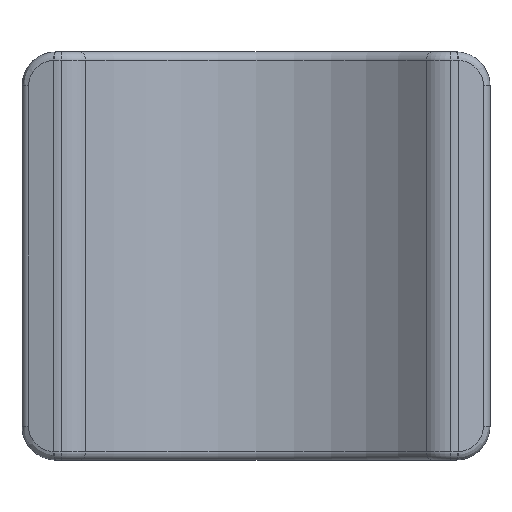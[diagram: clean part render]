
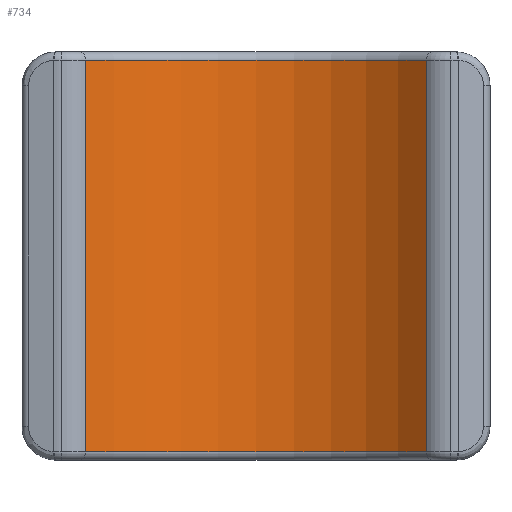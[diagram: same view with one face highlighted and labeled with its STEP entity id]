
A CAD part, left-side view. The second image highlights one B-rep face of the part: STEP entity #734.
In plain terms, the highlighted cylindrical face has radius 3.13 mm (diameter 6.261 mm), a partial arc.
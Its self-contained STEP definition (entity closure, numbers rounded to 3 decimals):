
#112 = AXIS2_PLACEMENT_3D ( 'NONE', #799, #1253, #137 ) ;
#137 = DIRECTION ( 'NONE',  ( -1., 0., 0. ) ) ;
#145 = DIRECTION ( 'NONE',  ( 0., 0., 1. ) ) ;
#179 = VERTEX_POINT ( 'NONE', #1064 ) ;
#201 = LINE ( 'NONE', #1349, #1400 ) ;
#217 = CARTESIAN_POINT ( 'NONE',  ( 4.064, 0., 8.67 ) ) ;
#233 = EDGE_CURVE ( 'NONE', #179, #1351, #514, .T. ) ;
#514 = LINE ( 'NONE', #1176, #711 ) ;
#563 = CIRCLE ( 'NONE', #964, 3.13 ) ;
#580 = CARTESIAN_POINT ( 'NONE',  ( 4.064, 0., 3.441 ) ) ;
#590 = CARTESIAN_POINT ( 'NONE',  ( 6.261, 2.23, 3.441 ) ) ;
#649 = CARTESIAN_POINT ( 'NONE',  ( 6.261, 2.23, 8.559 ) ) ;
#653 = ORIENTED_EDGE ( 'NONE', *, *, #1319, .T. ) ;
#711 = VECTOR ( 'NONE', #145, 1000. ) ;
#712 = AXIS2_PLACEMENT_3D ( 'NONE', #217, #1174, #924 ) ;
#734 = ADVANCED_FACE ( 'NONE', ( #925 ), #1027, .F. ) ;
#799 = CARTESIAN_POINT ( 'NONE',  ( 4.064, 0., 8.559 ) ) ;
#913 = VERTEX_POINT ( 'NONE', #649 ) ;
#915 = EDGE_CURVE ( 'NONE', #913, #1322, #201, .T. ) ;
#924 = DIRECTION ( 'NONE',  ( -1., 0., 0. ) ) ;
#925 = FACE_OUTER_BOUND ( 'NONE', #1434, .T. ) ;
#934 = ORIENTED_EDGE ( 'NONE', *, *, #915, .T. ) ;
#939 = DIRECTION ( 'NONE',  ( -1., 0., 0. ) ) ;
#964 = AXIS2_PLACEMENT_3D ( 'NONE', #580, #1028, #939 ) ;
#1027 = CYLINDRICAL_SURFACE ( 'NONE', #712, 3.13 ) ;
#1028 = DIRECTION ( 'NONE',  ( 0., 0., -1. ) ) ;
#1064 = CARTESIAN_POINT ( 'NONE',  ( 6.261, -2.23, 3.441 ) ) ;
#1174 = DIRECTION ( 'NONE',  ( 0., 0., -1. ) ) ;
#1176 = CARTESIAN_POINT ( 'NONE',  ( 6.261, -2.23, 8.67 ) ) ;
#1253 = DIRECTION ( 'NONE',  ( 0., 0., 1. ) ) ;
#1282 = ORIENTED_EDGE ( 'NONE', *, *, #233, .T. ) ;
#1319 = EDGE_CURVE ( 'NONE', #1351, #913, #1421, .T. ) ;
#1322 = VERTEX_POINT ( 'NONE', #590 ) ;
#1336 = DIRECTION ( 'NONE',  ( 0., 0., -1. ) ) ;
#1349 = CARTESIAN_POINT ( 'NONE',  ( 6.261, 2.23, 8.67 ) ) ;
#1351 = VERTEX_POINT ( 'NONE', #1378 ) ;
#1378 = CARTESIAN_POINT ( 'NONE',  ( 6.261, -2.23, 8.559 ) ) ;
#1400 = VECTOR ( 'NONE', #1336, 1000. ) ;
#1421 = CIRCLE ( 'NONE', #112, 3.13 ) ;
#1424 = ORIENTED_EDGE ( 'NONE', *, *, #1451, .T. ) ;
#1434 = EDGE_LOOP ( 'NONE', ( #1282, #653, #934, #1424 ) ) ;
#1451 = EDGE_CURVE ( 'NONE', #1322, #179, #563, .T. ) ;
